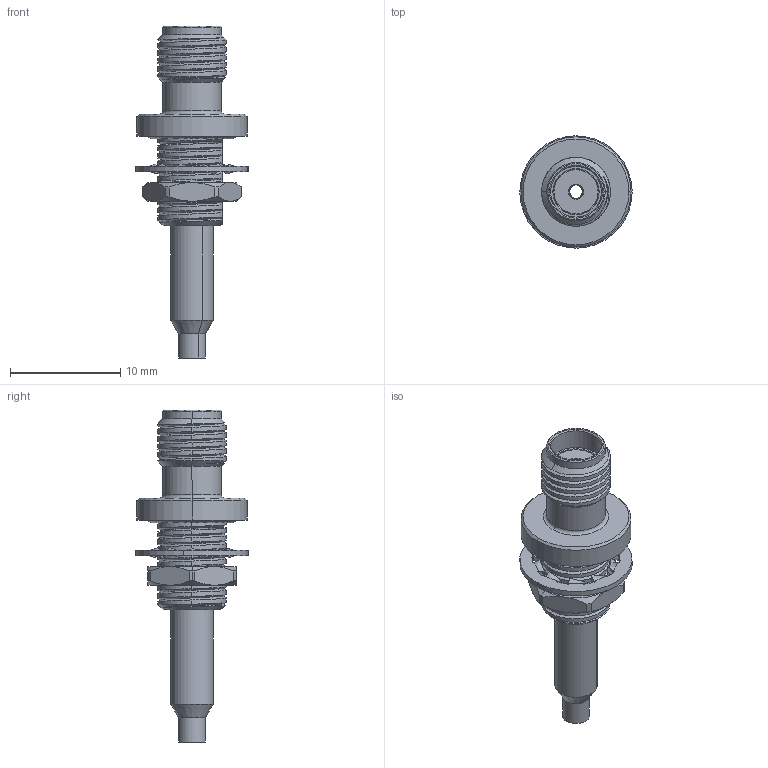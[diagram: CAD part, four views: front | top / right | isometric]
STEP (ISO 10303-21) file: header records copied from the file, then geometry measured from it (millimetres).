
FILE_DESCRIPTION (( 'STEP AP214' ), '1' );
FILE_NAME ('30-291-D3-AA.STEP', '2024-08-09T08:13:38', ( '' ), ( '' ), 'SwSTEP 2.0', 'SolidWorks 2024', '' );
FILE_SCHEMA (( 'AUTOMOTIVE_DESIGN' ));
Length unit declared in the file: millimetre
Products named in the file (1): 30-291-D3-AA
Bounding box: 10.2 x 10.2 x 30.15 mm (x, y, z)
Surface area: 1111.3 mm2 (no closed solid volume)
Topology: 0 solids, 8 shells, 220 faces, 633 edges, 407 vertices
Faces by surface type: cylinder 66, bspline 61, plane 43, cone 38, torus 12
Entity records: 13861 total; most frequent: CARTESIAN_POINT 8775, ORIENTED_EDGE 1150, DIRECTION 874, EDGE_CURVE 633, VERTEX_POINT 407, AXIS2_PLACEMENT_3D 312, LINE 250, VECTOR 250
